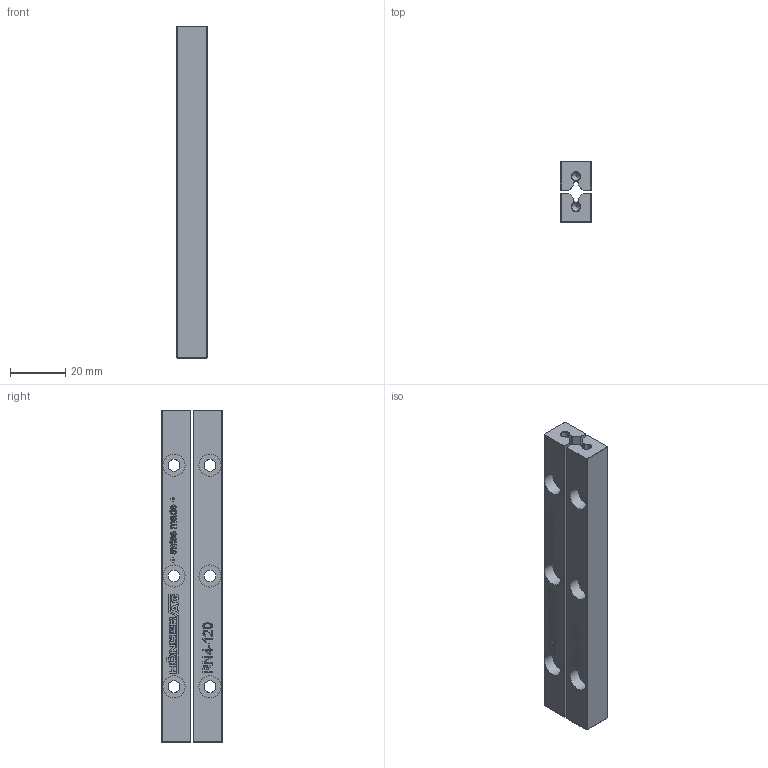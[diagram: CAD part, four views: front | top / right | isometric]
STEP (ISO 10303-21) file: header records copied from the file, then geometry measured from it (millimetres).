
FILE_DESCRIPTION(('FreeCAD Model'),'2;1');
FILE_NAME('RN4-120.step', '2020-08-07T17:40:33',('Author'),(''), 'Open CASCADE STEP processor 6.8','FreeCAD','Unknown');
FILE_SCHEMA(('AUTOMOTIVE_DESIGN_CC2 { 1 2 10303 214 -1 1 5 4 }'));
Length unit declared in the file: millimetre
Products named in the file (2): ASSEMBLY; Schienenpaar
Assembly tree (1 placements, depth 2):
  ASSEMBLY
    Schienenpaar
Bounding box: 11 x 22 x 120 mm (x, y, z)
Volume: 23501.8 mm3; surface area: 12996.5 mm2
Topology: 2 solids, 2 shells, 662 faces, 1797 edges, 1180 vertices
Faces by surface type: extrusion 389, plane 237, cylinder 20, cone 16
Full cylindrical faces by diameter (mm): 4.3 x6, 8 x6
Entity records: 44653 total; most frequent: CARTESIAN_POINT 11442, DIRECTION 4722, VECTOR 4028, LINE 3639, ORIENTED_EDGE 3586, PCURVE 3586, DEFINITIONAL_REPRESENTATION 3586, B_SPLINE_CURVE_WITH_KNOTS 2035
